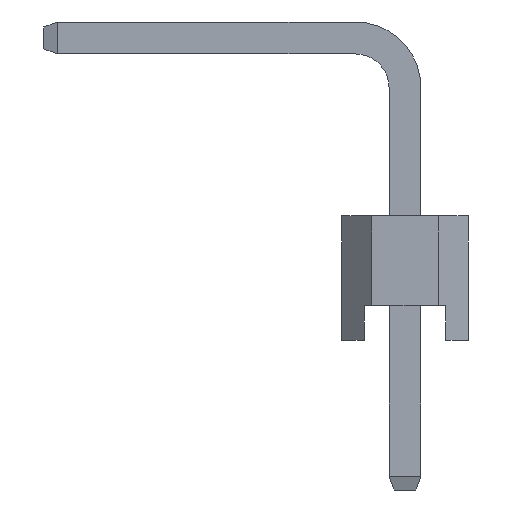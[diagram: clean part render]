
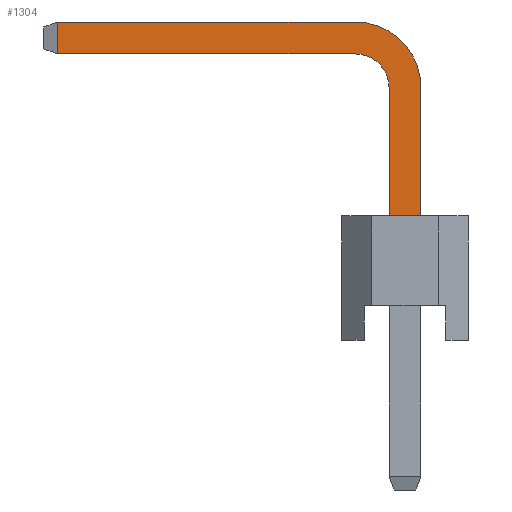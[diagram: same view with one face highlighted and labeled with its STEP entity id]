
A CAD part, left-side view. The second image highlights one B-rep face of the part: STEP entity #1304.
In plain terms, the highlighted planar face has unit normal (-1, 0, 0).
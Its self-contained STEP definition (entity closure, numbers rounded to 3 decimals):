
#1304=ADVANCED_FACE('',(#3982),#3984,.T.);
#3982=FACE_BOUND('',#3983,.T.);
#3983=EDGE_LOOP('',(#6185,#6186,#6187,#6188,#6189,#6190,#6191,#6192));
#3984=PLANE('',#3985);
#3985=AXIS2_PLACEMENT_3D('',#3986,#3987,#3988);
#3986=CARTESIAN_POINT('',(-0.32,0.32,-3.));
#3987=DIRECTION('',(-1.,0.,0.));
#3988=DIRECTION('',(0.,-1.,0.));
#6185=ORIENTED_EDGE('',*,*,#7522,.F.);
#6186=ORIENTED_EDGE('',*,*,#7523,.F.);
#6187=ORIENTED_EDGE('',*,*,#7524,.F.);
#6188=ORIENTED_EDGE('',*,*,#7511,.F.);
#6189=ORIENTED_EDGE('',*,*,#7030,.T.);
#6190=ORIENTED_EDGE('',*,*,#7521,.T.);
#6191=ORIENTED_EDGE('',*,*,#7525,.T.);
#6192=ORIENTED_EDGE('',*,*,#7526,.T.);
#7030=EDGE_CURVE('',#7952,#7956,#7958,.T.);
#7511=EDGE_CURVE('',#7952,#8765,#8766,.T.);
#7521=EDGE_CURVE('',#7956,#8781,#8783,.T.);
#7522=EDGE_CURVE('',#8784,#8785,#8786,.T.);
#7523=EDGE_CURVE('',#8787,#8784,#8788,.T.);
#7524=EDGE_CURVE('',#8765,#8787,#8789,.T.);
#7525=EDGE_CURVE('',#8781,#8790,#8791,.T.);
#7526=EDGE_CURVE('',#8790,#8785,#8792,.T.);
#7952=VERTEX_POINT('',#9498);
#7956=VERTEX_POINT('',#9506);
#7958=LINE('',#9510,#9511);
#8765=VERTEX_POINT('',#11315);
#8766=LINE('',#11316,#11317);
#8781=VERTEX_POINT('',#11351);
#8783=LINE('',#11355,#11356);
#8784=VERTEX_POINT('',#11358);
#8785=VERTEX_POINT('',#11359);
#8786=LINE('',#11360,#11361);
#8787=VERTEX_POINT('',#11363);
#8788=LINE('',#11364,#11365);
#8789=CIRCLE('',#11367,0.68);
#8790=VERTEX_POINT('',#11371);
#8791=CIRCLE('',#11372,1.32);
#8792=LINE('',#11376,#11377);
#9498=CARTESIAN_POINT('',(-0.32,0.32,2.5));
#9506=CARTESIAN_POINT('',(-0.32,-0.32,2.5));
#9510=CARTESIAN_POINT('',(-0.32,0.32,2.5));
#9511=VECTOR('',#9512,1.);
#9512=DIRECTION('',(0.,-1.,0.));
#11315=CARTESIAN_POINT('',(-0.32,0.32,5.07));
#11316=CARTESIAN_POINT('',(-0.32,0.32,2.5));
#11317=VECTOR('',#11318,1.);
#11318=DIRECTION('',(0.,0.,1.));
#11351=CARTESIAN_POINT('',(-0.32,-0.32,5.07));
#11355=CARTESIAN_POINT('',(-0.32,-0.32,2.5));
#11356=VECTOR('',#11357,1.);
#11357=DIRECTION('',(0.,0.,1.));
#11358=CARTESIAN_POINT('',(-0.32,6.975,5.75));
#11359=CARTESIAN_POINT('',(-0.32,6.975,6.39));
#11360=CARTESIAN_POINT('',(-0.32,6.975,5.75));
#11361=VECTOR('',#11362,1.);
#11362=DIRECTION('',(0.,0.,1.));
#11363=CARTESIAN_POINT('',(-0.32,1.,5.75));
#11364=CARTESIAN_POINT('',(-0.32,1.,5.75));
#11365=VECTOR('',#11366,1.);
#11366=DIRECTION('',(0.,1.,0.));
#11367=AXIS2_PLACEMENT_3D('',#11368,#11369,#11370);
#11368=CARTESIAN_POINT('',(-0.32,1.,5.07));
#11369=DIRECTION('',(-1.,-0.,0.));
#11370=DIRECTION('',(0.,-1.,0.));
#11371=CARTESIAN_POINT('',(-0.32,1.,6.39));
#11372=AXIS2_PLACEMENT_3D('',#11373,#11374,#11375);
#11373=CARTESIAN_POINT('',(-0.32,1.,5.07));
#11374=DIRECTION('',(-1.,-0.,0.));
#11375=DIRECTION('',(0.,-1.,0.));
#11376=CARTESIAN_POINT('',(-0.32,1.,6.39));
#11377=VECTOR('',#11378,1.);
#11378=DIRECTION('',(0.,1.,0.));
